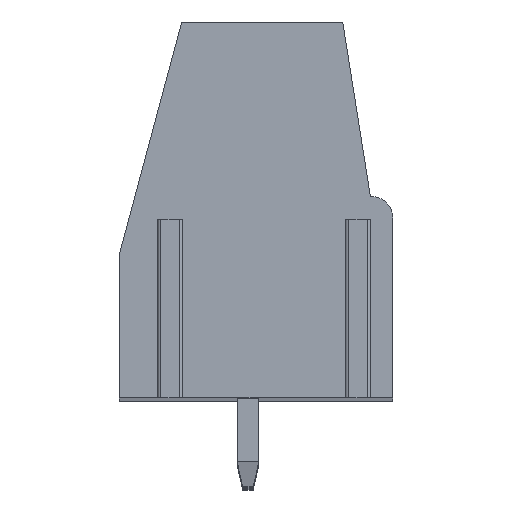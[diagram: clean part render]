
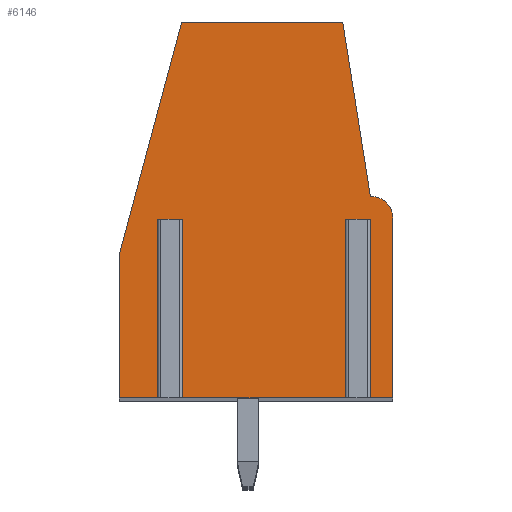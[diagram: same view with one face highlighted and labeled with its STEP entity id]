
A CAD part, top view. The second image highlights one B-rep face of the part: STEP entity #6146.
In plain terms, the highlighted planar face has unit normal (0, 0, 1).
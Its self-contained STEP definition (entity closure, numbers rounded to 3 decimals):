
#960=DIRECTION('',(1.,0.,0.));
#961=VECTOR('',#960,0.57);
#962=CARTESIAN_POINT('',(-3.485,-0.35,2.5));
#963=LINE('',#962,#961);
#964=DIRECTION('',(0.,1.,0.));
#965=VECTOR('',#964,6.65);
#966=CARTESIAN_POINT('',(-3.485,-7.,2.5));
#967=LINE('',#966,#965);
#968=DIRECTION('',(1.,0.,0.));
#969=VECTOR('',#968,1.615);
#970=CARTESIAN_POINT('',(-5.1,-7.,2.5));
#971=LINE('',#970,#969);
#972=DIRECTION('',(0.,-1.,0.));
#973=VECTOR('',#972,5.3);
#974=CARTESIAN_POINT('',(-5.1,-1.7,2.5));
#975=LINE('',#974,#973);
#976=DIRECTION('',(-0.259,-0.966,0.));
#977=VECTOR('',#976,9.007);
#978=CARTESIAN_POINT('',(-2.769,7.,2.5));
#979=LINE('',#978,#977);
#980=DIRECTION('',(-1.,0.,0.));
#981=VECTOR('',#980,6.);
#982=CARTESIAN_POINT('',(3.231,7.,2.5));
#983=LINE('',#982,#981);
#984=DIRECTION('',(-0.156,0.988,0.));
#985=VECTOR('',#984,6.581);
#986=CARTESIAN_POINT('',(4.261,0.5,2.5));
#987=LINE('',#986,#985);
#988=DIRECTION('',(-1.,0.,0.));
#989=VECTOR('',#988,0.039);
#990=CARTESIAN_POINT('',(4.3,0.5,2.5));
#991=LINE('',#990,#989);
#992=CARTESIAN_POINT('',(4.3,-0.3,2.5));
#993=DIRECTION('',(0.,0.,1.));
#994=DIRECTION('',(1.,0.,0.));
#995=AXIS2_PLACEMENT_3D('',#992,#993,#994);
#997=DIRECTION('',(0.,1.,0.));
#998=VECTOR('',#997,6.7);
#999=CARTESIAN_POINT('',(5.1,-7.,2.5));
#1000=LINE('',#999,#998);
#1001=DIRECTION('',(1.,0.,0.));
#1002=VECTOR('',#1001,1.015);
#1003=CARTESIAN_POINT('',(4.085,-7.,2.5));
#1004=LINE('',#1003,#1002);
#1005=DIRECTION('',(0.,1.,0.));
#1006=VECTOR('',#1005,6.65);
#1007=CARTESIAN_POINT('',(4.085,-7.,2.5));
#1008=LINE('',#1007,#1006);
#1009=DIRECTION('',(1.,0.,0.));
#1010=VECTOR('',#1009,0.57);
#1011=CARTESIAN_POINT('',(3.515,-0.35,2.5));
#1012=LINE('',#1011,#1010);
#1013=DIRECTION('',(0.,1.,0.));
#1014=VECTOR('',#1013,6.65);
#1015=CARTESIAN_POINT('',(3.515,-7.,2.5));
#1016=LINE('',#1015,#1014);
#1017=DIRECTION('',(1.,0.,0.));
#1018=VECTOR('',#1017,6.43);
#1019=CARTESIAN_POINT('',(-2.915,-7.,2.5));
#1020=LINE('',#1019,#1018);
#1021=DIRECTION('',(0.,1.,0.));
#1022=VECTOR('',#1021,6.65);
#1023=CARTESIAN_POINT('',(-2.915,-7.,2.5));
#1024=LINE('',#1023,#1022);
#4087=CARTESIAN_POINT('',(-2.769,7.,2.5));
#4088=CARTESIAN_POINT('',(-5.1,-1.7,2.5));
#4089=VERTEX_POINT('',#4087);
#4090=VERTEX_POINT('',#4088);
#4091=CARTESIAN_POINT('',(-5.1,-7.,2.5));
#4092=VERTEX_POINT('',#4091);
#4093=CARTESIAN_POINT('',(5.1,-7.,2.5));
#4094=CARTESIAN_POINT('',(5.1,-0.3,2.5));
#4095=VERTEX_POINT('',#4093);
#4096=VERTEX_POINT('',#4094);
#4097=CARTESIAN_POINT('',(4.3,0.5,2.5));
#4098=VERTEX_POINT('',#4097);
#4099=CARTESIAN_POINT('',(4.261,0.5,2.5));
#4100=VERTEX_POINT('',#4099);
#4101=CARTESIAN_POINT('',(3.231,7.,2.5));
#4102=VERTEX_POINT('',#4101);
#4183=CARTESIAN_POINT('',(-3.485,-0.35,2.5));
#4184=CARTESIAN_POINT('',(-2.915,-0.35,2.5));
#4185=VERTEX_POINT('',#4183);
#4186=VERTEX_POINT('',#4184);
#4187=CARTESIAN_POINT('',(3.515,-0.35,2.5));
#4188=CARTESIAN_POINT('',(4.085,-0.35,2.5));
#4189=VERTEX_POINT('',#4187);
#4190=VERTEX_POINT('',#4188);
#4191=CARTESIAN_POINT('',(-2.915,-7.,2.5));
#4192=VERTEX_POINT('',#4191);
#4193=CARTESIAN_POINT('',(-3.485,-7.,2.5));
#4194=VERTEX_POINT('',#4193);
#4195=CARTESIAN_POINT('',(4.085,-7.,2.5));
#4196=VERTEX_POINT('',#4195);
#4197=CARTESIAN_POINT('',(3.515,-7.,2.5));
#4198=VERTEX_POINT('',#4197);
#6117=CARTESIAN_POINT('',(0.,0.,2.5));
#6118=DIRECTION('',(0.,0.,1.));
#6119=DIRECTION('',(1.,0.,0.));
#6120=AXIS2_PLACEMENT_3D('',#6117,#6118,#6119);
#6121=PLANE('',#6120);
#6123=ORIENTED_EDGE('',*,*,#6122,.F.);
#6125=ORIENTED_EDGE('',*,*,#6124,.F.);
#6126=ORIENTED_EDGE('',*,*,#5457,.F.);
#6127=ORIENTED_EDGE('',*,*,#5788,.F.);
#6128=ORIENTED_EDGE('',*,*,#5802,.F.);
#6129=ORIENTED_EDGE('',*,*,#5816,.F.);
#6130=ORIENTED_EDGE('',*,*,#5920,.F.);
#6131=ORIENTED_EDGE('',*,*,#5934,.F.);
#6132=ORIENTED_EDGE('',*,*,#5948,.F.);
#6133=ORIENTED_EDGE('',*,*,#5961,.F.);
#6134=ORIENTED_EDGE('',*,*,#5481,.F.);
#6136=ORIENTED_EDGE('',*,*,#6135,.T.);
#6138=ORIENTED_EDGE('',*,*,#6137,.F.);
#6140=ORIENTED_EDGE('',*,*,#6139,.F.);
#6141=ORIENTED_EDGE('',*,*,#5469,.F.);
#6143=ORIENTED_EDGE('',*,*,#6142,.T.);
#6144=EDGE_LOOP('',(#6123,#6125,#6126,#6127,#6128,#6129,#6130,#6131,#6132,#6133,
#6134,#6136,#6138,#6140,#6141,#6143));
#6145=FACE_OUTER_BOUND('',#6144,.F.);
#996=CIRCLE('',#995,0.8);
#5457=EDGE_CURVE('',#4092,#4194,#971,.T.);
#5469=EDGE_CURVE('',#4192,#4198,#1020,.T.);
#5481=EDGE_CURVE('',#4196,#4095,#1004,.T.);
#5788=EDGE_CURVE('',#4090,#4092,#975,.T.);
#5802=EDGE_CURVE('',#4089,#4090,#979,.T.);
#5816=EDGE_CURVE('',#4102,#4089,#983,.T.);
#5920=EDGE_CURVE('',#4100,#4102,#987,.T.);
#5934=EDGE_CURVE('',#4098,#4100,#991,.T.);
#5948=EDGE_CURVE('',#4096,#4098,#996,.T.);
#5961=EDGE_CURVE('',#4095,#4096,#1000,.T.);
#6122=EDGE_CURVE('',#4185,#4186,#963,.T.);
#6124=EDGE_CURVE('',#4194,#4185,#967,.T.);
#6135=EDGE_CURVE('',#4196,#4190,#1008,.T.);
#6137=EDGE_CURVE('',#4189,#4190,#1012,.T.);
#6139=EDGE_CURVE('',#4198,#4189,#1016,.T.);
#6142=EDGE_CURVE('',#4192,#4186,#1024,.T.);
#6146=ADVANCED_FACE('',(#6145),#6121,.T.);
